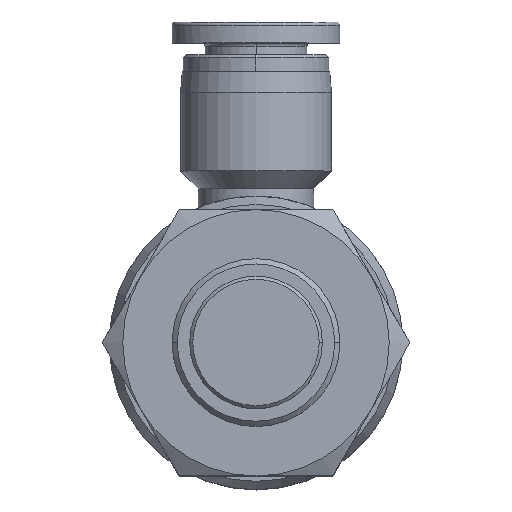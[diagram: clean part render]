
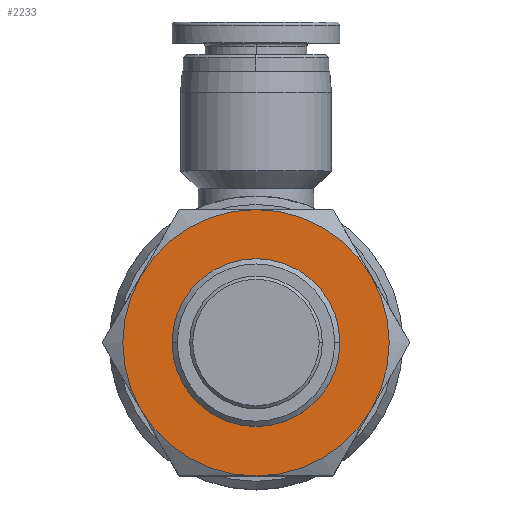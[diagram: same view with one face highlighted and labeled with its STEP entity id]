
A CAD part, top view. The second image highlights one B-rep face of the part: STEP entity #2233.
In plain terms, the highlighted planar face has unit normal (0, 0, 1).
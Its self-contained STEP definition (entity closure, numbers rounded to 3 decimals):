
#509=CARTESIAN_POINT('',(-1.654,4.209,5.5));
#510=VERTEX_POINT('',#509);
#519=CARTESIAN_POINT('',(13.346,4.209,5.5));
#520=VERTEX_POINT('',#519);
#521=CARTESIAN_POINT('',(5.846,4.209,5.5));
#522=DIRECTION('',(0.0,0.0,-1.0));
#523=DIRECTION('',(-1.0,0.0,0.0));
#524=AXIS2_PLACEMENT_3D('',#521,#522,#523);
#525=CIRCLE('',#524,7.5);
#526=EDGE_CURVE('',#520,#510,#525,.T.);
#1226=CARTESIAN_POINT('',(5.846,4.209,5.5));
#1227=DIRECTION('',(0.0,0.0,-1.0));
#1228=DIRECTION('',(-1.0,0.0,0.0));
#1229=AXIS2_PLACEMENT_3D('',#1226,#1227,#1228);
#1230=CIRCLE('',#1229,7.5);
#1231=EDGE_CURVE('',#510,#520,#1230,.T.);
#1769=CARTESIAN_POINT('',(-5.153,-2.141,5.5));
#1770=VERTEX_POINT('',#1769);
#1840=CARTESIAN_POINT('',(-5.153,10.559,5.5));
#1841=VERTEX_POINT('',#1840);
#1904=CARTESIAN_POINT('',(5.846,16.909,5.5));
#1905=VERTEX_POINT('',#1904);
#1968=CARTESIAN_POINT('',(16.844,10.559,5.5));
#1969=VERTEX_POINT('',#1968);
#2032=CARTESIAN_POINT('',(16.844,-2.141,5.5));
#2033=VERTEX_POINT('',#2032);
#2095=CARTESIAN_POINT('',(5.846,4.209,5.5));
#2096=DIRECTION('',(0.0,0.0,1.0));
#2097=DIRECTION('',(-1.0,0.0,0.0));
#2098=AXIS2_PLACEMENT_3D('',#2095,#2096,#2097);
#2099=CIRCLE('',#2098,12.7);
#2100=EDGE_CURVE('',#2033,#1969,#2099,.T.);
#2110=CARTESIAN_POINT('',(5.846,-8.491,5.5));
#2111=VERTEX_POINT('',#2110);
#2126=CARTESIAN_POINT('',(5.846,4.209,5.5));
#2127=DIRECTION('',(0.0,0.0,1.0));
#2128=DIRECTION('',(-1.0,0.0,0.0));
#2129=AXIS2_PLACEMENT_3D('',#2126,#2127,#2128);
#2130=CIRCLE('',#2129,12.7);
#2131=EDGE_CURVE('',#2111,#2033,#2130,.T.);
#2155=CARTESIAN_POINT('',(5.846,4.209,5.5));
#2156=DIRECTION('',(0.0,0.0,1.0));
#2157=DIRECTION('',(-1.0,0.0,0.0));
#2158=AXIS2_PLACEMENT_3D('',#2155,#2156,#2157);
#2159=CIRCLE('',#2158,12.7);
#2160=EDGE_CURVE('',#1770,#2111,#2159,.T.);
#2171=CARTESIAN_POINT('',(5.846,4.209,5.5));
#2172=DIRECTION('',(0.0,0.0,1.0));
#2173=DIRECTION('',(-1.0,0.0,0.0));
#2174=AXIS2_PLACEMENT_3D('',#2171,#2172,#2173);
#2175=CIRCLE('',#2174,12.7);
#2176=EDGE_CURVE('',#1841,#1770,#2175,.T.);
#2188=CARTESIAN_POINT('',(5.846,4.209,5.5));
#2189=DIRECTION('',(0.0,0.0,1.0));
#2190=DIRECTION('',(-1.0,0.0,0.0));
#2191=AXIS2_PLACEMENT_3D('',#2188,#2189,#2190);
#2192=CIRCLE('',#2191,12.7);
#2193=EDGE_CURVE('',#1905,#1841,#2192,.T.);
#2205=CARTESIAN_POINT('',(5.846,4.209,5.5));
#2206=DIRECTION('',(0.0,0.0,1.0));
#2207=DIRECTION('',(-1.0,0.0,0.0));
#2208=AXIS2_PLACEMENT_3D('',#2205,#2206,#2207);
#2209=CIRCLE('',#2208,12.7);
#2210=EDGE_CURVE('',#1969,#1905,#2209,.T.);
#2216=CARTESIAN_POINT('',(-5.736,4.209,5.5));
#2217=DIRECTION('',(0.0,0.0,-1.0));
#2218=DIRECTION('',(-1.0,0.0,0.0));
#2219=AXIS2_PLACEMENT_3D('',#2216,#2217,#2218);
#2220=PLANE('',#2219);
#2221=ORIENTED_EDGE('',*,*,#2210,.T.);
#2222=ORIENTED_EDGE('',*,*,#2193,.T.);
#2223=ORIENTED_EDGE('',*,*,#2176,.T.);
#2224=ORIENTED_EDGE('',*,*,#2160,.T.);
#2225=ORIENTED_EDGE('',*,*,#2131,.T.);
#2226=ORIENTED_EDGE('',*,*,#2100,.T.);
#2227=EDGE_LOOP('',(#2221,#2222,#2223,#2224,#2225,#2226));
#2228=FACE_OUTER_BOUND('',#2227,.T.);
#2229=ORIENTED_EDGE('',*,*,#1231,.T.);
#2230=ORIENTED_EDGE('',*,*,#526,.T.);
#2231=EDGE_LOOP('',(#2229,#2230));
#2232=FACE_BOUND('',#2231,.T.);
#2233=ADVANCED_FACE('',(#2228,#2232),#2220,.F.);
